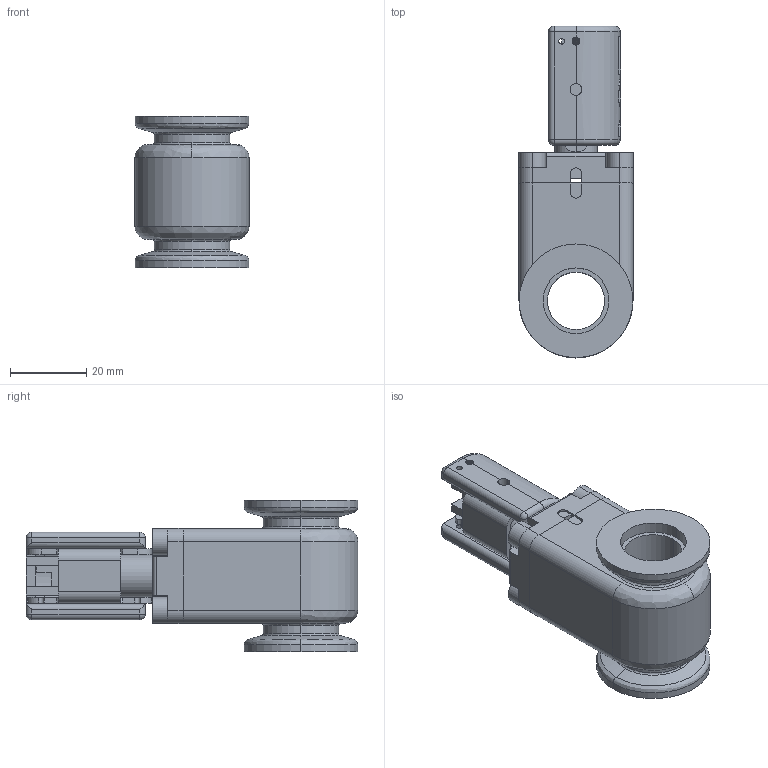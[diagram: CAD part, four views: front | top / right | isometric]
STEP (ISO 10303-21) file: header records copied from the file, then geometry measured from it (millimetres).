
FILE_DESCRIPTION (( 'STEP AP214' ), '1' );
FILE_NAME ('PFD31000.step', '2017-07-10T11:12:32', ( 'install' ), ( '' ), 'SwSTEP 2.0', 'SolidWorks 2015', '' );
FILE_SCHEMA (( 'AUTOMOTIVE_DESIGN' ));
Length unit declared in the file: millimetre
Products named in the file (1): PFD31000
Bounding box: 30 x 87.3 x 39.9 mm (x, y, z)
Surface area: 16071.5 mm2 (no closed solid volume)
Topology: 0 solids, 13 shells, 249 faces, 771 edges, 526 vertices
Faces by surface type: plane 122, cylinder 85, bspline 23, cone 12, sphere 4, torus 3
Entity records: 13045 total; most frequent: CARTESIAN_POINT 5457, ORIENTED_EDGE 1335, DIRECTION 1263, EDGE_CURVE 755, VERTEX_POINT 524, AXIS2_PLACEMENT_3D 428, VECTOR 407, LINE 407
